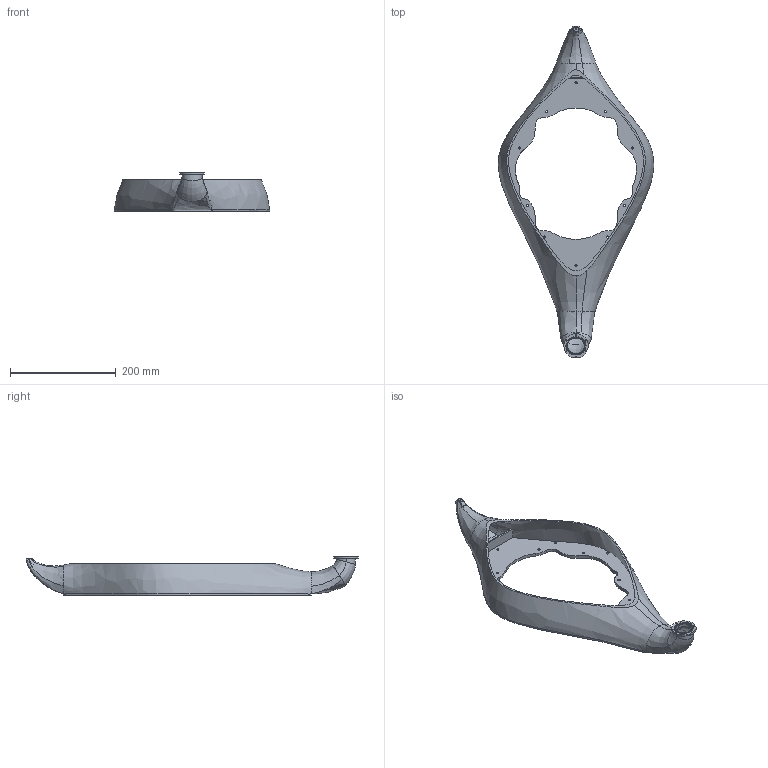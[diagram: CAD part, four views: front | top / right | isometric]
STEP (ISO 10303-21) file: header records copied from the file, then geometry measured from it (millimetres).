
FILE_DESCRIPTION(('CATIA V5 STEP Exchange'),'2;1');
FILE_NAME('shell_down.stp','2021-08-20T02:22:22+00:00',('none'),('none'),'CATIA Version 5 Release 21 GA (IN-10)','CATIA V5 STEP AP203','none');
FILE_SCHEMA(('CONFIG_CONTROL_DESIGN'));
Products named in the file (1): shell_down
Bounding box: 293.42 x 627.23 x 73 mm (x, y, z)
Volume: 526127.1 mm3; surface area: 302549.6 mm2
Topology: 1 solids, 1 shells, 255 faces, 1390 edges, 1143 vertices
Faces by surface type: bspline 119, cylinder 91, plane 39, torus 6
Entity records: 43125 total; most frequent: CARTESIAN_POINT 34290, ORIENTED_EDGE 2780, EDGE_CURVE 1390, VERTEX_POINT 1143, B_SPLINE_CURVE_WITH_KNOTS 1076, DIRECTION 557, EDGE_LOOP 313, AXIS2_PLACEMENT_3D 277
